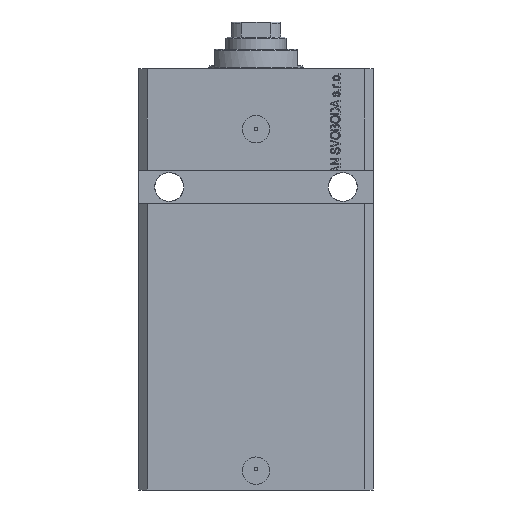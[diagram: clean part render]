
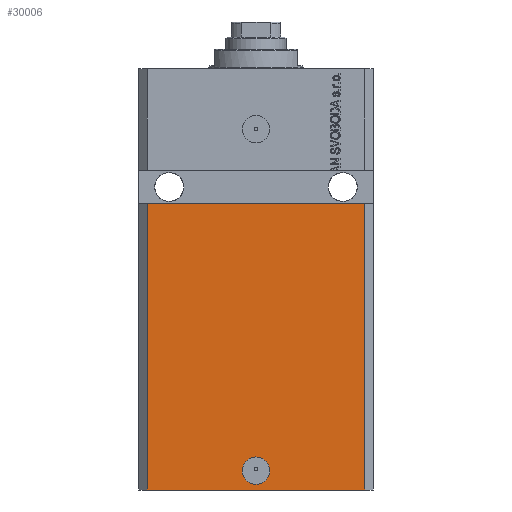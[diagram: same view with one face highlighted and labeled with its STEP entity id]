
A CAD part, front view. The second image highlights one B-rep face of the part: STEP entity #30006.
In plain terms, the highlighted planar face has unit normal (0, -1, 0).
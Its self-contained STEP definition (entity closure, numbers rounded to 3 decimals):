
#453 = DIRECTION ( 'NONE',  ( 0., -1., 0. ) ) ;
#1203 = EDGE_CURVE ( 'NONE', #11168, #43546, #9551, .T. ) ;
#1856 = ORIENTED_EDGE ( 'NONE', *, *, #19925, .F. ) ;
#1891 = ORIENTED_EDGE ( 'NONE', *, *, #5587, .T. ) ;
#2772 = ORIENTED_EDGE ( 'NONE', *, *, #1203, .F. ) ;
#2910 = DIRECTION ( 'NONE',  ( 1., 0., 0. ) ) ;
#3021 = FACE_OUTER_BOUND ( 'NONE', #38235, .T. ) ;
#3637 = ORIENTED_EDGE ( 'NONE', *, *, #41046, .F. ) ;
#5038 = VERTEX_POINT ( 'NONE', #37836 ) ;
#5476 = CARTESIAN_POINT ( 'NONE',  ( -39.5, -31.5, -153. ) ) ;
#5587 = EDGE_CURVE ( 'NONE', #29417, #5038, #39052, .T. ) ;
#7039 = CARTESIAN_POINT ( 'NONE',  ( -42.5, -31.5, -49. ) ) ;
#8260 = LINE ( 'NONE', #45096, #24061 ) ;
#9551 = CIRCLE ( 'NONE', #18017, 5. ) ;
#10940 = FACE_BOUND ( 'NONE', #25973, .T. ) ;
#11035 = CARTESIAN_POINT ( 'NONE',  ( 39.5, -31.5, -153. ) ) ;
#11168 = VERTEX_POINT ( 'NONE', #30830 ) ;
#11182 = DIRECTION ( 'NONE',  ( 0., 0., -1. ) ) ;
#11268 = DIRECTION ( 'NONE',  ( 1., 0., 0. ) ) ;
#11753 = LINE ( 'NONE', #11035, #17891 ) ;
#14739 = ORIENTED_EDGE ( 'NONE', *, *, #41706, .T. ) ;
#14807 = PLANE ( 'NONE',  #22647 ) ;
#16748 = CARTESIAN_POINT ( 'NONE',  ( 39.5, -31.5, -49. ) ) ;
#17145 = CARTESIAN_POINT ( 'NONE',  ( -39.5, -31.5, -153. ) ) ;
#17891 = VECTOR ( 'NONE', #25739, 1000. ) ;
#17923 = ORIENTED_EDGE ( 'NONE', *, *, #38080, .F. ) ;
#18017 = AXIS2_PLACEMENT_3D ( 'NONE', #44253, #453, #11268 ) ;
#18133 = LINE ( 'NONE', #7039, #30847 ) ;
#18847 = CARTESIAN_POINT ( 'NONE',  ( -39.5, -31.5, -49. ) ) ;
#19709 = VECTOR ( 'NONE', #42428, 1000. ) ;
#19925 = EDGE_CURVE ( 'NONE', #32130, #29750, #18133, .T. ) ;
#22647 = AXIS2_PLACEMENT_3D ( 'NONE', #43688, #28998, #11182 ) ;
#24061 = VECTOR ( 'NONE', #40762, 1000. ) ;
#24582 = CARTESIAN_POINT ( 'NONE',  ( 0., -31.5, -146. ) ) ;
#25585 = DIRECTION ( 'NONE',  ( 1., 0., 0. ) ) ;
#25739 = DIRECTION ( 'NONE',  ( 0., 0., 1. ) ) ;
#25973 = EDGE_LOOP ( 'NONE', ( #17923, #2772 ) ) ;
#27768 = CARTESIAN_POINT ( 'NONE',  ( 5., -31.5, -146. ) ) ;
#28882 = DIRECTION ( 'NONE',  ( 0., -1., 0. ) ) ;
#28998 = DIRECTION ( 'NONE',  ( 0., -1., 0. ) ) ;
#29417 = VERTEX_POINT ( 'NONE', #5476 ) ;
#29750 = VERTEX_POINT ( 'NONE', #16748 ) ;
#30006 = ADVANCED_FACE ( 'NONE', ( #10940, #3021 ), #14807, .T. ) ;
#30830 = CARTESIAN_POINT ( 'NONE',  ( -5., -31.5, -146. ) ) ;
#30847 = VECTOR ( 'NONE', #25585, 1000. ) ;
#32130 = VERTEX_POINT ( 'NONE', #18847 ) ;
#35470 = AXIS2_PLACEMENT_3D ( 'NONE', #24582, #28882, #2910 ) ;
#37836 = CARTESIAN_POINT ( 'NONE',  ( 39.5, -31.5, -153. ) ) ;
#38080 = EDGE_CURVE ( 'NONE', #43546, #11168, #43132, .T. ) ;
#38235 = EDGE_LOOP ( 'NONE', ( #1856, #3637, #1891, #14739 ) ) ;
#39052 = LINE ( 'NONE', #17145, #19709 ) ;
#40762 = DIRECTION ( 'NONE',  ( 0., 0., 1. ) ) ;
#41046 = EDGE_CURVE ( 'NONE', #29417, #32130, #8260, .T. ) ;
#41706 = EDGE_CURVE ( 'NONE', #5038, #29750, #11753, .T. ) ;
#42428 = DIRECTION ( 'NONE',  ( 1., 0., 0. ) ) ;
#43132 = CIRCLE ( 'NONE', #35470, 5. ) ;
#43546 = VERTEX_POINT ( 'NONE', #27768 ) ;
#43688 = CARTESIAN_POINT ( 'NONE',  ( -39.5, -31.5, -153. ) ) ;
#44253 = CARTESIAN_POINT ( 'NONE',  ( 0., -31.5, -146. ) ) ;
#45096 = CARTESIAN_POINT ( 'NONE',  ( -39.5, -31.5, -153. ) ) ;
